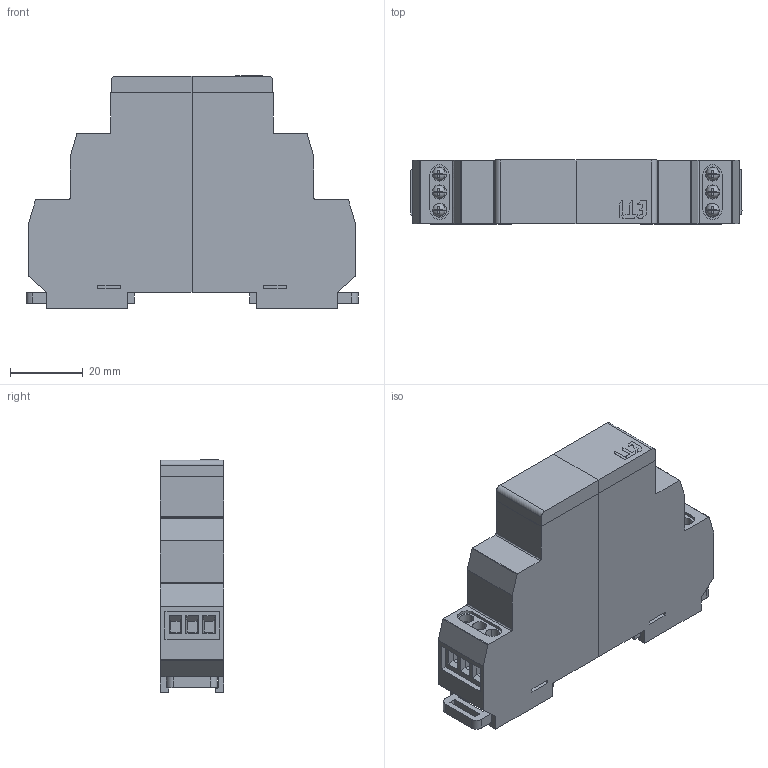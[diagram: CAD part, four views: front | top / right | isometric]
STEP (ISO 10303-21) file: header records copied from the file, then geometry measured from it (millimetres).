
FILE_DESCRIPTION((''),'2;1');
FILE_NAME('VS116K_A_ASM','2020-11-03T',('marketing.praksa'),('Audax d.o.o.'),'CREO PARAMETRIC BY PTC INC, 2017480','CREO PARAMETRIC BY PTC INC, 2017480','');
FILE_SCHEMA(('AUTOMOTIVE_DESIGN { 1 0 10303 214 1 1 1 1 }'));
Length unit declared in the file: millimetre
Products named in the file (17): OPEN_CASCADE_STEP_TRANSLATOR-69; OPEN_CASCADE_STEP_TRANSLAT-2436; OPEN_CASCADE_STEP_TRANSLAT-3816; OPEN_CASCADE_STEP_TRANSLAT-5196; OPEN_CASCADE_STEP_TRANSLAT-6576; OPEN_CASCADE_STEP_TRANSLAT-8943; OPEN_CASCADE_STEP_TRANSLA-10312; OPEN_CASCADE_STEP_TRANSLA-11692; OPEN_CASCADE_STEP_TRANSLA-13086; OPEN_CASCADE_STEP_TRANSLA-13755; OPEN_CASCADE_STEP_TRANSLA-15088; OPEN_CASCADE_STEP_TRANSLA-13068_ASM; OPEN_CASCADE_STEP_TRANSLA-17075; OPEN_CASCADE_STEP_TRANSLA-17424; OPEN_CASCADE_STEP_TRANSLA-17773; OPEN_CASCADE_STEP_TRANSLATOR-_4_ASM; VS116K_A_ASM
Assembly tree (16 placements, depth 4):
  VS116K_A_ASM
    OPEN_CASCADE_STEP_TRANSLATOR-_4_ASM
      OPEN_CASCADE_STEP_TRANSLATOR-69
      OPEN_CASCADE_STEP_TRANSLAT-2436
      OPEN_CASCADE_STEP_TRANSLAT-3816
      OPEN_CASCADE_STEP_TRANSLAT-5196
      OPEN_CASCADE_STEP_TRANSLAT-6576
      OPEN_CASCADE_STEP_TRANSLAT-8943
      OPEN_CASCADE_STEP_TRANSLA-10312
      OPEN_CASCADE_STEP_TRANSLA-11692
      OPEN_CASCADE_STEP_TRANSLA-13068_ASM
        OPEN_CASCADE_STEP_TRANSLA-13086
        OPEN_CASCADE_STEP_TRANSLA-13755
        OPEN_CASCADE_STEP_TRANSLA-15088
      OPEN_CASCADE_STEP_TRANSLA-17075
      OPEN_CASCADE_STEP_TRANSLA-17424
      OPEN_CASCADE_STEP_TRANSLA-17773
Bounding box: 91.33 x 17.5 x 64.09 mm (x, y, z)
Volume: 74440.2 mm3; surface area: 18630.5 mm2
Topology: 14 solids, 14 shells, 399 faces, 1060 edges, 693 vertices
Faces by surface type: plane 319, cylinder 58, sphere 12, extrusion 10
Entity records: 19768 total; most frequent: CARTESIAN_POINT 2686, DIRECTION 2143, ORIENTED_EDGE 2096, PRESENTATION_STYLE_ASSIGNMENT 1471, STYLED_ITEM 1397, CURVE_STYLE 1058, EDGE_CURVE 1048, VECTOR 795
